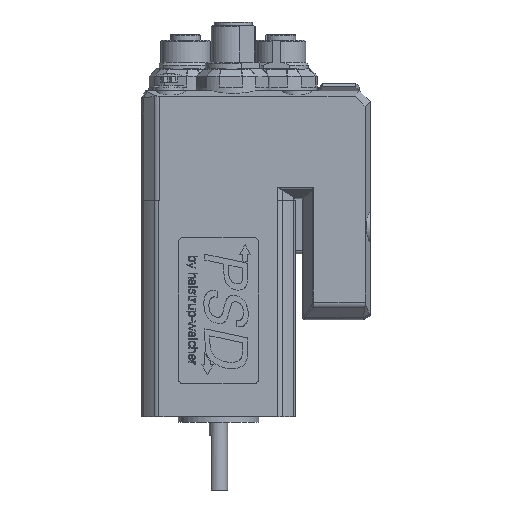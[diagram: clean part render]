
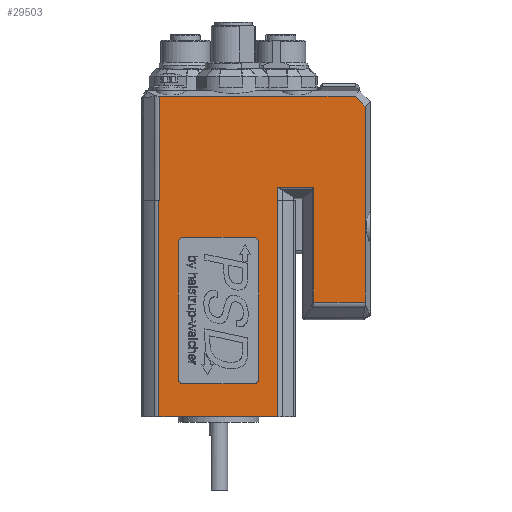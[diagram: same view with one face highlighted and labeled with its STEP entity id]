
A CAD part, left-side view. The second image highlights one B-rep face of the part: STEP entity #29503.
In plain terms, the highlighted planar face has unit normal (-1, 0, 0).
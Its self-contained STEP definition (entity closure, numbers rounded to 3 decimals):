
#602=FACE_BOUND('',#4655,.T.);
#2138=PLANE('',#31463);
#3008=FACE_OUTER_BOUND('',#4654,.T.);
#4654=EDGE_LOOP('',(#19975,#19976,#19977,#19978,#19979,#19980,#19981,#19982,
#19983,#19984,#19985,#19986,#19987));
#4655=EDGE_LOOP('',(#19988,#19989,#19990,#19991,#19992,#19993,#19994,#19995));
#6376=LINE('',#40691,#8629);
#6379=LINE('',#40706,#8632);
#6390=LINE('',#40748,#8643);
#6406=LINE('',#40819,#8659);
#6411=LINE('',#40848,#8664);
#6428=LINE('',#40924,#8681);
#6430=LINE('',#40939,#8683);
#6439=LINE('',#41021,#8692);
#6466=LINE('',#41103,#8719);
#6467=LINE('',#41105,#8720);
#6468=LINE('',#41107,#8721);
#6469=LINE('',#41109,#8722);
#6470=LINE('',#41110,#8723);
#6471=LINE('',#41115,#8724);
#6472=LINE('',#41119,#8725);
#6473=LINE('',#41123,#8726);
#6474=LINE('',#41126,#8727);
#8629=VECTOR('',#34020,10.);
#8632=VECTOR('',#34029,10.);
#8643=VECTOR('',#34068,10.);
#8659=VECTOR('',#34122,10.);
#8664=VECTOR('',#34147,10.);
#8681=VECTOR('',#34216,1000.);
#8683=VECTOR('',#34232,1000.);
#8692=VECTOR('',#34319,1000.);
#8719=VECTOR('',#34406,1000.);
#8720=VECTOR('',#34409,1000.);
#8721=VECTOR('',#34410,10.);
#8722=VECTOR('',#34411,10.);
#8723=VECTOR('',#34412,10.);
#8724=VECTOR('',#34415,10.);
#8725=VECTOR('',#34418,10.);
#8726=VECTOR('',#34421,10.);
#8727=VECTOR('',#34424,10.);
#10924=CIRCLE('',#31464,1.5);
#10925=CIRCLE('',#31465,1.5);
#10926=CIRCLE('',#31466,1.5);
#10927=CIRCLE('',#31467,1.5);
#11819=VERTEX_POINT('',#40682);
#11822=VERTEX_POINT('',#40690);
#11825=VERTEX_POINT('',#40705);
#11836=VERTEX_POINT('',#40745);
#11859=VERTEX_POINT('',#40816);
#11860=VERTEX_POINT('',#40818);
#11866=VERTEX_POINT('',#40846);
#11885=VERTEX_POINT('',#40923);
#11891=VERTEX_POINT('',#40937);
#11924=VERTEX_POINT('',#41018);
#11925=VERTEX_POINT('',#41020);
#11951=VERTEX_POINT('',#41106);
#11952=VERTEX_POINT('',#41108);
#11953=VERTEX_POINT('',#41111);
#11954=VERTEX_POINT('',#41112);
#11955=VERTEX_POINT('',#41114);
#11956=VERTEX_POINT('',#41116);
#11957=VERTEX_POINT('',#41118);
#11958=VERTEX_POINT('',#41120);
#11959=VERTEX_POINT('',#41122);
#11960=VERTEX_POINT('',#41124);
#14849=EDGE_CURVE('',#11819,#11822,#6376,.T.);
#14854=EDGE_CURVE('',#11822,#11825,#6379,.T.);
#14873=EDGE_CURVE('',#11825,#11836,#6390,.T.);
#14902=EDGE_CURVE('',#11859,#11860,#6406,.T.);
#14914=EDGE_CURVE('',#11866,#11819,#6411,.T.);
#14945=EDGE_CURVE('',#11836,#11885,#6428,.T.);
#14953=EDGE_CURVE('',#11891,#11859,#6430,.T.);
#14993=EDGE_CURVE('',#11925,#11924,#6439,.T.);
#15034=EDGE_CURVE('',#11891,#11925,#6466,.T.);
#15035=EDGE_CURVE('',#11885,#11924,#6467,.T.);
#15036=EDGE_CURVE('',#11951,#11866,#6468,.T.);
#15037=EDGE_CURVE('',#11952,#11951,#6469,.T.);
#15038=EDGE_CURVE('',#11860,#11952,#6470,.T.);
#15039=EDGE_CURVE('',#11953,#11954,#10924,.T.);
#15040=EDGE_CURVE('',#11954,#11955,#6471,.T.);
#15041=EDGE_CURVE('',#11955,#11956,#10925,.T.);
#15042=EDGE_CURVE('',#11956,#11957,#6472,.T.);
#15043=EDGE_CURVE('',#11957,#11958,#10926,.T.);
#15044=EDGE_CURVE('',#11958,#11959,#6473,.T.);
#15045=EDGE_CURVE('',#11959,#11960,#10927,.T.);
#15046=EDGE_CURVE('',#11960,#11953,#6474,.T.);
#19975=ORIENTED_EDGE('',*,*,#15035,.F.);
#19976=ORIENTED_EDGE('',*,*,#14945,.F.);
#19977=ORIENTED_EDGE('',*,*,#14873,.F.);
#19978=ORIENTED_EDGE('',*,*,#14854,.F.);
#19979=ORIENTED_EDGE('',*,*,#14849,.F.);
#19980=ORIENTED_EDGE('',*,*,#14914,.F.);
#19981=ORIENTED_EDGE('',*,*,#15036,.F.);
#19982=ORIENTED_EDGE('',*,*,#15037,.F.);
#19983=ORIENTED_EDGE('',*,*,#15038,.F.);
#19984=ORIENTED_EDGE('',*,*,#14902,.F.);
#19985=ORIENTED_EDGE('',*,*,#14953,.F.);
#19986=ORIENTED_EDGE('',*,*,#15034,.T.);
#19987=ORIENTED_EDGE('',*,*,#14993,.T.);
#19988=ORIENTED_EDGE('',*,*,#15039,.T.);
#19989=ORIENTED_EDGE('',*,*,#15040,.T.);
#19990=ORIENTED_EDGE('',*,*,#15041,.T.);
#19991=ORIENTED_EDGE('',*,*,#15042,.T.);
#19992=ORIENTED_EDGE('',*,*,#15043,.T.);
#19993=ORIENTED_EDGE('',*,*,#15044,.T.);
#19994=ORIENTED_EDGE('',*,*,#15045,.T.);
#19995=ORIENTED_EDGE('',*,*,#15046,.T.);
#29503=ADVANCED_FACE('',(#3008,#602),#2138,.F.);
#31463=AXIS2_PLACEMENT_3D('',#41104,#34407,#34408);
#31464=AXIS2_PLACEMENT_3D('',#41113,#34413,#34414);
#31465=AXIS2_PLACEMENT_3D('',#41117,#34416,#34417);
#31466=AXIS2_PLACEMENT_3D('',#41121,#34419,#34420);
#31467=AXIS2_PLACEMENT_3D('',#41125,#34422,#34423);
#34020=DIRECTION('',(0.,0.,1.));
#34029=DIRECTION('',(0.,1.,0.));
#34068=DIRECTION('',(0.,0.,-1.));
#34122=DIRECTION('',(0.,0.,1.));
#34147=DIRECTION('',(0.,1.,0.));
#34216=DIRECTION('',(0.,-1.,0.));
#34232=DIRECTION('',(0.,-1.,0.));
#34319=DIRECTION('',(0.,-1.,0.));
#34406=DIRECTION('',(0.,0.,-1.));
#34407=DIRECTION('center_axis',(1.,0.,0.));
#34408=DIRECTION('ref_axis',(0.,1.,0.));
#34409=DIRECTION('',(0.,0.,-1.));
#34410=DIRECTION('',(0.,0.,-1.));
#34411=DIRECTION('',(0.,-0.707,-0.707));
#34412=DIRECTION('',(0.,-1.,0.));
#34413=DIRECTION('center_axis',(1.,0.,0.));
#34414=DIRECTION('ref_axis',(0.,-1.,0.));
#34415=DIRECTION('',(0.,0.,-1.));
#34416=DIRECTION('center_axis',(1.,0.,0.));
#34417=DIRECTION('ref_axis',(0.,0.,
-1.));
#34418=DIRECTION('',(0.,1.,0.));
#34419=DIRECTION('center_axis',(1.,0.,0.));
#34420=DIRECTION('ref_axis',(0.,1.,0.));
#34421=DIRECTION('',(0.,0.,1.));
#34422=DIRECTION('center_axis',(1.,0.,0.));
#34423=DIRECTION('ref_axis',(0.,0.,
1.));
#34424=DIRECTION('',(0.,-1.,0.));
#40682=CARTESIAN_POINT('',(-21.,-26.061,31.328));
#40690=CARTESIAN_POINT('',(-21.,-26.061,62.561));
#40691=CARTESIAN_POINT('',(-21.,-26.061,52.106));
#40705=CARTESIAN_POINT('',(-21.,-16.172,62.561));
#40706=CARTESIAN_POINT('',(-21.,-15.106,62.561));
#40745=CARTESIAN_POINT('',(-21.,-16.172,59.));
#40748=CARTESIAN_POINT('',(-21.,-16.172,56.606));
#40816=CARTESIAN_POINT('',(-21.,16.172,59.));
#40818=CARTESIAN_POINT('',(-21.,16.172,87.544));
#40819=CARTESIAN_POINT('',(-21.,16.172,60.231));
#40846=CARTESIAN_POINT('',(-21.,-40.044,31.328));
#40848=CARTESIAN_POINT('',(-21.,-19.481,31.328));
#40923=CARTESIAN_POINT('',(-21.,-16.248,59.));
#40924=CARTESIAN_POINT('',(-21.,16.248,59.));
#40937=CARTESIAN_POINT('',(-21.,16.248,59.));
#40939=CARTESIAN_POINT('',(-21.,16.248,59.));
#41018=CARTESIAN_POINT('',(-21.,-16.248,0.));
#41020=CARTESIAN_POINT('',(-21.,16.248,0.));
#41021=CARTESIAN_POINT('',(-21.,16.248,0.));
#41103=CARTESIAN_POINT('',(-21.,16.248,49.3));
#41104=CARTESIAN_POINT('Origin',(-21.,16.248,49.3));
#41105=CARTESIAN_POINT('',(-21.,-16.248,49.3));
#41106=CARTESIAN_POINT('',(-21.,-40.044,84.818));
#41107=CARTESIAN_POINT('',(-21.,-40.044,78.416));
#41108=CARTESIAN_POINT('',(-21.,-37.318,87.544));
#41109=CARTESIAN_POINT('',(-21.,-37.931,86.931));
#41110=CARTESIAN_POINT('',(-21.,-1.166,87.544));
#41111=CARTESIAN_POINT('',(-21.,-9.5,49.));
#41112=CARTESIAN_POINT('',(-21.,-11.,47.5));
#41113=CARTESIAN_POINT('Origin',(-21.,-9.5,47.5));
#41114=CARTESIAN_POINT('',(-21.,-11.,10.5));
#41115=CARTESIAN_POINT('',(-21.,-11.,29.9));
#41116=CARTESIAN_POINT('',(-21.,-9.5,9.));
#41117=CARTESIAN_POINT('Origin',(-21.,-9.5,10.5));
#41118=CARTESIAN_POINT('',(-21.,9.5,9.));
#41119=CARTESIAN_POINT('',(-21.,12.874,9.));
#41120=CARTESIAN_POINT('',(-21.,11.,10.5));
#41121=CARTESIAN_POINT('Origin',(-21.,9.5,10.5));
#41122=CARTESIAN_POINT('',(-21.,11.,47.5));
#41123=CARTESIAN_POINT('',(-21.,11.,48.4));
#41124=CARTESIAN_POINT('',(-21.,9.5,49.));
#41125=CARTESIAN_POINT('Origin',(-21.,9.5,47.5));
#41126=CARTESIAN_POINT('',(-21.,3.374,49.));
